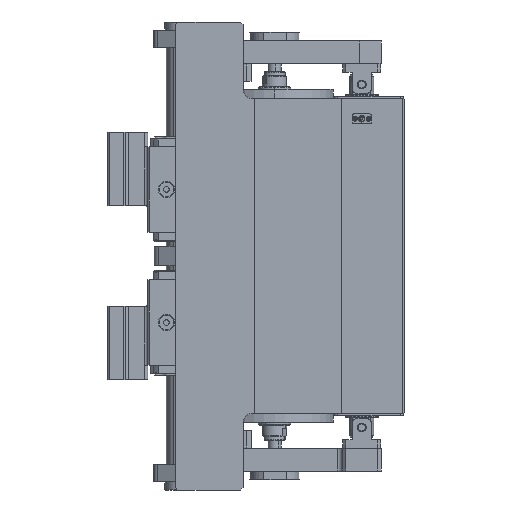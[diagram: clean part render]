
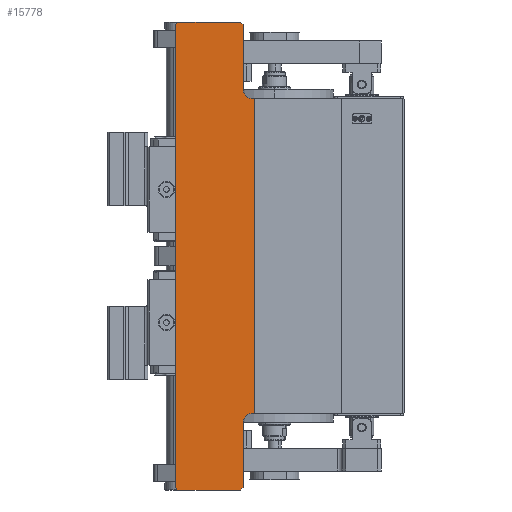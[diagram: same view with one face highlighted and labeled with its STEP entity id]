
A CAD part, left-side view. The second image highlights one B-rep face of the part: STEP entity #15778.
In plain terms, the highlighted face is planar.
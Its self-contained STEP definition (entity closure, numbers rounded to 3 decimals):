
#1122 = ORIENTED_EDGE ( 'NONE', *, *, #55105, .T. ) ;
#1279 = ORIENTED_EDGE ( 'NONE', *, *, #7232, .T. ) ;
#2404 = CARTESIAN_POINT ( 'NONE',  ( 290., 30., 18. ) ) ;
#2603 = VECTOR ( 'NONE', #23786, 1000. ) ;
#2832 = VERTEX_POINT ( 'NONE', #21829 ) ;
#3043 = AXIS2_PLACEMENT_3D ( 'NONE', #62193, #13755, #63740 ) ;
#3391 = CARTESIAN_POINT ( 'NONE',  ( -170.5, -170.5, 18. ) ) ;
#3465 = VECTOR ( 'NONE', #58249, 1000. ) ;
#5571 = ORIENTED_EDGE ( 'NONE', *, *, #51441, .T. ) ;
#5636 = DIRECTION ( 'NONE',  ( 1., 0., 0. ) ) ;
#6956 = VECTOR ( 'NONE', #17800, 1000. ) ;
#7100 = VECTOR ( 'NONE', #28027, 1000. ) ;
#7232 = EDGE_CURVE ( 'NONE', #35917, #18887, #43456, .T. ) ;
#7326 = CIRCLE ( 'NONE', #49526, 12. ) ;
#7590 = LINE ( 'NONE', #60513, #27087 ) ;
#8273 = EDGE_CURVE ( 'NONE', #18887, #60119, #21494, .T. ) ;
#9589 = ORIENTED_EDGE ( 'NONE', *, *, #38638, .T. ) ;
#10151 = ORIENTED_EDGE ( 'NONE', *, *, #56694, .T. ) ;
#12895 = CIRCLE ( 'NONE', #46195, 12. ) ;
#13094 = CARTESIAN_POINT ( 'NONE',  ( -287., 30., 18. ) ) ;
#13125 = CARTESIAN_POINT ( 'NONE',  ( -290., 30., 18. ) ) ;
#13293 = EDGE_LOOP ( 'NONE', ( #13927, #56786, #64465, #55907, #1122, #9589, #42142, #37514, #23745, #10151, #5571, #46704, #1279, #16624 ) ) ;
#13708 = VERTEX_POINT ( 'NONE', #23527 ) ;
#13755 = DIRECTION ( 'NONE',  ( 0., 0., 1. ) ) ;
#13927 = ORIENTED_EDGE ( 'NONE', *, *, #30114, .T. ) ;
#14478 = VERTEX_POINT ( 'NONE', #29842 ) ;
#15778 = ADVANCED_FACE ( 'NONE', ( #54302 ), #18525, .T. ) ;
#16624 = ORIENTED_EDGE ( 'NONE', *, *, #8273, .T. ) ;
#16790 = CARTESIAN_POINT ( 'NONE',  ( 287., -54., 18. ) ) ;
#17012 = VERTEX_POINT ( 'NONE', #29279 ) ;
#17800 = DIRECTION ( 'NONE',  ( -0.707, 0.707, 0. ) ) ;
#18525 = PLANE ( 'NONE',  #3043 ) ;
#18887 = VERTEX_POINT ( 'NONE', #16790 ) ;
#19587 = EDGE_CURVE ( 'NONE', #2832, #17012, #56374, .T. ) ;
#21494 = LINE ( 'NONE', #48587, #36397 ) ;
#21829 = CARTESIAN_POINT ( 'NONE',  ( 290., 27., 18. ) ) ;
#22285 = CARTESIAN_POINT ( 'NONE',  ( 195., -66., 18. ) ) ;
#22597 = CARTESIAN_POINT ( 'NONE',  ( 158.5, 158.5, 18. ) ) ;
#23527 = CARTESIAN_POINT ( 'NONE',  ( -207., -54., 18. ) ) ;
#23745 = ORIENTED_EDGE ( 'NONE', *, *, #56753, .T. ) ;
#23786 = DIRECTION ( 'NONE',  ( -1., 0., 0. ) ) ;
#24377 = VECTOR ( 'NONE', #45789, 1000. ) ;
#24921 = DIRECTION ( 'NONE',  ( 0.707, 0.707, 0. ) ) ;
#27087 = VECTOR ( 'NONE', #50124, 1000. ) ;
#27805 = CARTESIAN_POINT ( 'NONE',  ( -158.5, 158.5, 18. ) ) ;
#28027 = DIRECTION ( 'NONE',  ( -0.707, -0.707, 0. ) ) ;
#28149 = VERTEX_POINT ( 'NONE', #60174 ) ;
#28656 = LINE ( 'NONE', #2404, #61706 ) ;
#29279 = CARTESIAN_POINT ( 'NONE',  ( 287., 30., 18. ) ) ;
#29295 = LINE ( 'NONE', #61169, #48094 ) ;
#29842 = CARTESIAN_POINT ( 'NONE',  ( -195., -68., 18. ) ) ;
#29954 = DIRECTION ( 'NONE',  ( 1., 0., 0. ) ) ;
#30114 = EDGE_CURVE ( 'NONE', #60119, #2832, #28656, .T. ) ;
#31880 = CARTESIAN_POINT ( 'NONE',  ( -290., -54., 18. ) ) ;
#33271 = VERTEX_POINT ( 'NONE', #64550 ) ;
#33963 = LINE ( 'NONE', #13125, #2603 ) ;
#34682 = CARTESIAN_POINT ( 'NONE',  ( 290., -51., 18. ) ) ;
#35833 = CARTESIAN_POINT ( 'NONE',  ( -290., -54., 18. ) ) ;
#35917 = VERTEX_POINT ( 'NONE', #44106 ) ;
#36117 = DIRECTION ( 'NONE',  ( 0., -1., 0. ) ) ;
#36397 = VECTOR ( 'NONE', #24921, 1000. ) ;
#36751 = VERTEX_POINT ( 'NONE', #62214 ) ;
#36855 = VERTEX_POINT ( 'NONE', #13094 ) ;
#37133 = CARTESIAN_POINT ( 'NONE',  ( 207., -66., 18. ) ) ;
#37514 = ORIENTED_EDGE ( 'NONE', *, *, #42592, .T. ) ;
#38216 = DIRECTION ( 'NONE',  ( 0.707, -0.707, 0. ) ) ;
#38453 = EDGE_CURVE ( 'NONE', #33271, #13708, #59918, .T. ) ;
#38638 = EDGE_CURVE ( 'NONE', #54299, #33271, #48029, .T. ) ;
#39650 = CARTESIAN_POINT ( 'NONE',  ( -195., -68., 18. ) ) ;
#39718 = CARTESIAN_POINT ( 'NONE',  ( -207., -66., 18. ) ) ;
#40783 = CARTESIAN_POINT ( 'NONE',  ( 195., -54., 18. ) ) ;
#41777 = CARTESIAN_POINT ( 'NONE',  ( -290., 27., 18. ) ) ;
#42142 = ORIENTED_EDGE ( 'NONE', *, *, #38453, .T. ) ;
#42277 = VERTEX_POINT ( 'NONE', #41777 ) ;
#42332 = EDGE_CURVE ( 'NONE', #44785, #35917, #12895, .T. ) ;
#42592 = EDGE_CURVE ( 'NONE', #13708, #36751, #7326, .T. ) ;
#43456 = LINE ( 'NONE', #31880, #3465 ) ;
#44106 = CARTESIAN_POINT ( 'NONE',  ( 207., -54., 18. ) ) ;
#44785 = VERTEX_POINT ( 'NONE', #22285 ) ;
#45789 = DIRECTION ( 'NONE',  ( 0., 1., 0. ) ) ;
#46195 = AXIS2_PLACEMENT_3D ( 'NONE', #37133, #52892, #58183 ) ;
#46704 = ORIENTED_EDGE ( 'NONE', *, *, #42332, .T. ) ;
#47290 = VECTOR ( 'NONE', #5636, 1000. ) ;
#48029 = LINE ( 'NONE', #3391, #61448 ) ;
#48094 = VECTOR ( 'NONE', #36117, 1000. ) ;
#48587 = CARTESIAN_POINT ( 'NONE',  ( 170.5, -170.5, 18. ) ) ;
#49526 = AXIS2_PLACEMENT_3D ( 'NONE', #39718, #49764, #54417 ) ;
#49764 = DIRECTION ( 'NONE',  ( 0., 0., -1. ) ) ;
#50124 = DIRECTION ( 'NONE',  ( 0., -1., 0. ) ) ;
#51441 = EDGE_CURVE ( 'NONE', #28149, #44785, #62060, .T. ) ;
#52892 = DIRECTION ( 'NONE',  ( 0., 0., -1. ) ) ;
#54299 = VERTEX_POINT ( 'NONE', #57778 ) ;
#54302 = FACE_OUTER_BOUND ( 'NONE', #13293, .T. ) ;
#54417 = DIRECTION ( 'NONE',  ( 1., 0., 0. ) ) ;
#55105 = EDGE_CURVE ( 'NONE', #42277, #54299, #7590, .T. ) ;
#55181 = LINE ( 'NONE', #39650, #61512 ) ;
#55907 = ORIENTED_EDGE ( 'NONE', *, *, #62551, .T. ) ;
#56374 = LINE ( 'NONE', #22597, #6956 ) ;
#56694 = EDGE_CURVE ( 'NONE', #14478, #28149, #55181, .T. ) ;
#56753 = EDGE_CURVE ( 'NONE', #36751, #14478, #29295, .T. ) ;
#56786 = ORIENTED_EDGE ( 'NONE', *, *, #19587, .T. ) ;
#57099 = EDGE_CURVE ( 'NONE', #17012, #36855, #33963, .T. ) ;
#57778 = CARTESIAN_POINT ( 'NONE',  ( -290., -51., 18. ) ) ;
#58183 = DIRECTION ( 'NONE',  ( 1., 0., 0. ) ) ;
#58249 = DIRECTION ( 'NONE',  ( 1., 0., 0. ) ) ;
#59918 = LINE ( 'NONE', #35833, #47290 ) ;
#60119 = VERTEX_POINT ( 'NONE', #34682 ) ;
#60174 = CARTESIAN_POINT ( 'NONE',  ( 195., -68., 18. ) ) ;
#60513 = CARTESIAN_POINT ( 'NONE',  ( -290., 30., 18. ) ) ;
#61169 = CARTESIAN_POINT ( 'NONE',  ( -195., -54., 18. ) ) ;
#61448 = VECTOR ( 'NONE', #38216, 1000. ) ;
#61512 = VECTOR ( 'NONE', #29954, 1000. ) ;
#61706 = VECTOR ( 'NONE', #62509, 1000. ) ;
#62060 = LINE ( 'NONE', #40783, #24377 ) ;
#62193 = CARTESIAN_POINT ( 'NONE',  ( 0., 0., 18. ) ) ;
#62214 = CARTESIAN_POINT ( 'NONE',  ( -195., -66., 18. ) ) ;
#62509 = DIRECTION ( 'NONE',  ( 0., 1., 0. ) ) ;
#62551 = EDGE_CURVE ( 'NONE', #36855, #42277, #64390, .T. ) ;
#63740 = DIRECTION ( 'NONE',  ( 1., 0., 0. ) ) ;
#64390 = LINE ( 'NONE', #27805, #7100 ) ;
#64465 = ORIENTED_EDGE ( 'NONE', *, *, #57099, .T. ) ;
#64550 = CARTESIAN_POINT ( 'NONE',  ( -287., -54., 18. ) ) ;
